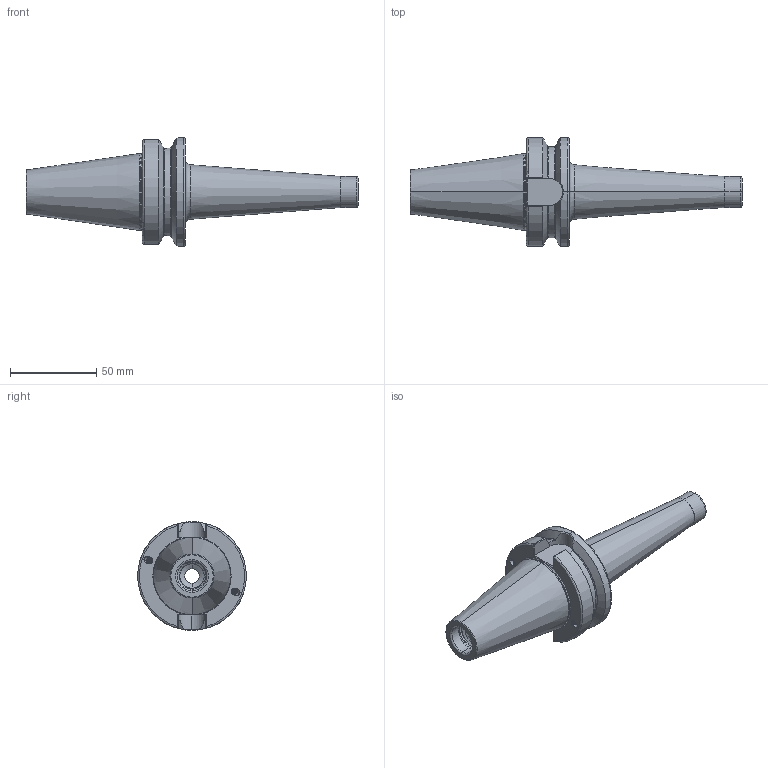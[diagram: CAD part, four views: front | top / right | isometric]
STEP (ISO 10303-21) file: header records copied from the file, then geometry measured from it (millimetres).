
FILE_DESCRIPTION (( 'STEP AP203' ), '1' );
FILE_NAME ('406.06.10.3.STEP', '2016-08-01T03:28:51', ( '' ), ( '' ), 'SwSTEP 2.0', 'SolidWorks 2012', '' );
FILE_SCHEMA (( 'CONFIG_CONTROL_DESIGN' ));
Length unit declared in the file: millimetre
Products named in the file (1): 406.06.10.3
Bounding box: 192.4 x 63 x 63 mm (x, y, z)
Volume: 153370.9 mm3; surface area: 35323.6 mm2
Topology: 1 solids, 1 shells, 200 faces, 522 edges, 327 vertices
Faces by surface type: cylinder 100, plane 35, torus 32, cone 17, bspline 16
Entity records: 13471 total; most frequent: CARTESIAN_POINT 9057, ORIENTED_EDGE 1044, DIRECTION 787, EDGE_CURVE 522, VERTEX_POINT 327, AXIS2_PLACEMENT_3D 312, EDGE_LOOP 209, FACE_OUTER_BOUND 200
